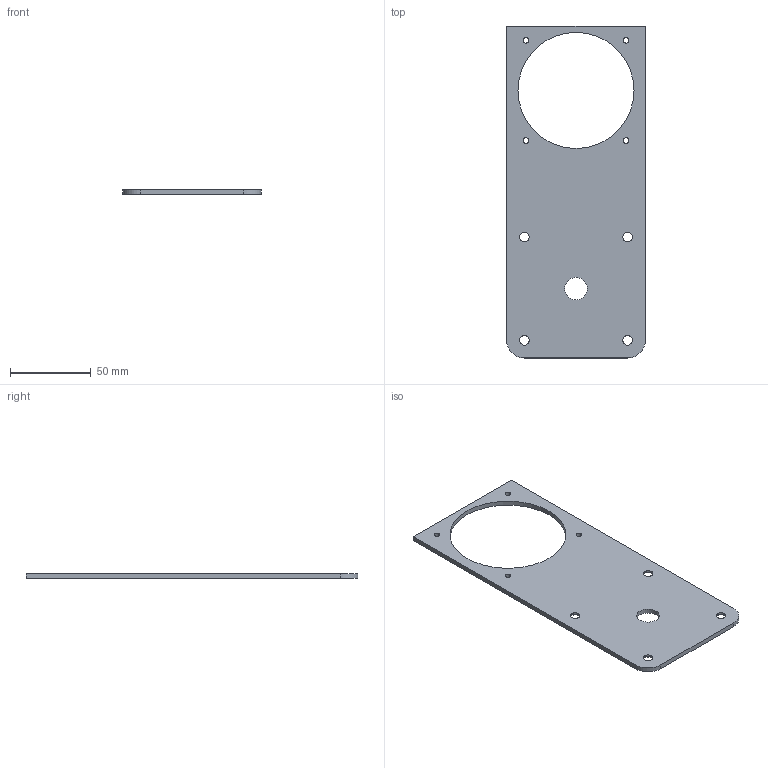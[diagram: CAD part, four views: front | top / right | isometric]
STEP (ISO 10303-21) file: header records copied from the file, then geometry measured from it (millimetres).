
FILE_DESCRIPTION (( 'STEP AP203' ), '1' );
FILE_NAME ('ﾏﾃﾒ.1.25.004.001^ﾏﾃﾒ.1.25.004_ﾏﾃﾒ1.25.STEP', '2020-07-07T06:38:55', ( '' ), ( '' ), 'SwSTEP 2.0', 'SolidWorks 2018', '' );
FILE_SCHEMA (( 'CONFIG_CONTROL_DESIGN' ));
Length unit declared in the file: millimetre
Products named in the file (1): ﾏﾃﾒ.1.25.004.001^ﾏﾃﾒ.1.25.004_ﾏﾃﾒ1.25
Bounding box: 86 x 206 x 3 mm (x, y, z)
Volume: 39459 mm3; surface area: 29567 mm2
Topology: 1 solids, 1 shells, 40 faces, 102 edges, 68 vertices
Faces by surface type: cylinder 30, plane 10
Entity records: 1363 total; most frequent: DIRECTION 244, CARTESIAN_POINT 211, ORIENTED_EDGE 204, EDGE_CURVE 102, AXIS2_PLACEMENT_3D 101, VERTEX_POINT 68, EDGE_LOOP 64, CIRCLE 60
